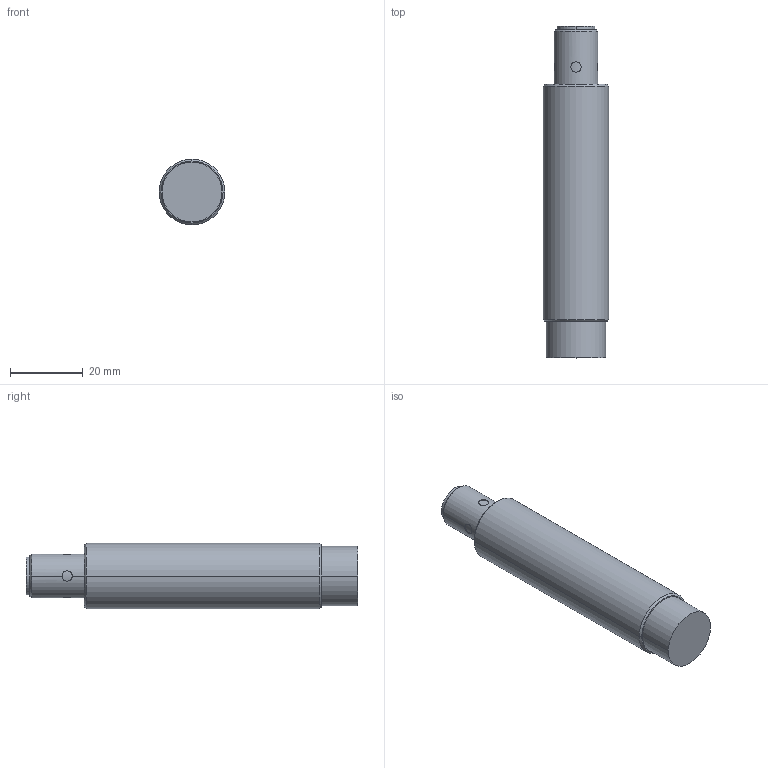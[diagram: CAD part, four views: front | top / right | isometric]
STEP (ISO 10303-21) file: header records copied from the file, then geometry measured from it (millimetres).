
FILE_DESCRIPTION((''),'2;1');
FILE_NAME('DM_CAD-3139','2017-07-17T',('creinig-se'),(''),'PRO/ENGINEER BY PARAMETRIC TECHNOLOGY CORPORATION, 2015440','PRO/ENGINEER BY PARAMETRIC TECHNOLOGY CORPORATION, 2015440','');
FILE_SCHEMA(('CONFIG_CONTROL_DESIGN'));
Length unit declared in the file: millimetre
Products named in the file (1): DM_CAD-3139
Bounding box: 18 x 91 x 18 mm (x, y, z)
Volume: 19943.2 mm3; surface area: 5600.4 mm2
Topology: 1 solids, 1 shells, 58 faces, 182 edges, 146 vertices
Faces by surface type: cylinder 30, plane 14, cone 6, torus 6, bspline 2
Entity records: 3271 total; most frequent: CARTESIAN_POINT 589, DIRECTION 352, ORIENTED_EDGE 248, PRESENTATION_STYLE_ASSIGNMENT 230, STYLED_ITEM 196, CURVE_STYLE 189, AXIS2_PLACEMENT_3D 133, EDGE_CURVE 124
